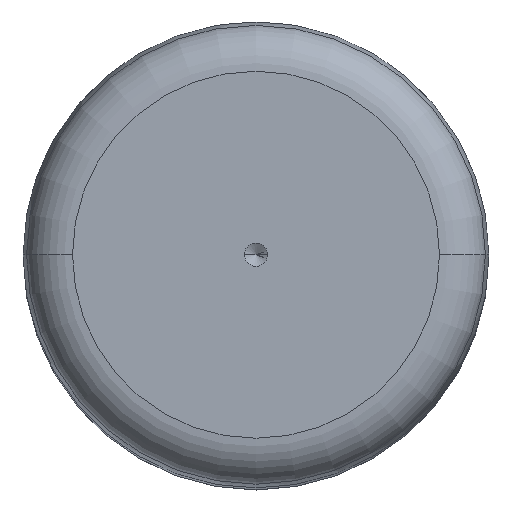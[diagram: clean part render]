
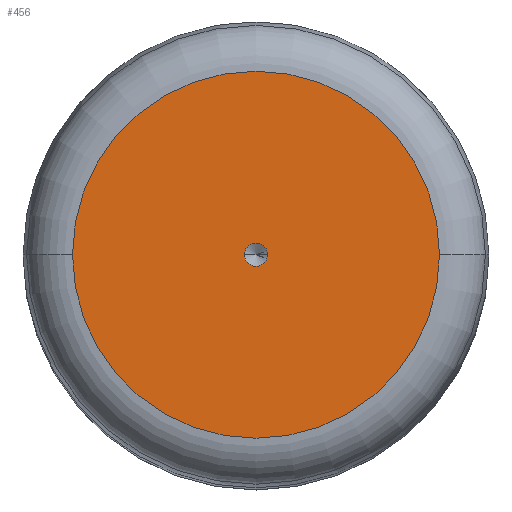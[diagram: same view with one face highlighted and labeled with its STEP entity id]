
A CAD part, top view. The second image highlights one B-rep face of the part: STEP entity #456.
In plain terms, the highlighted planar face has unit normal (0, 0, 1).
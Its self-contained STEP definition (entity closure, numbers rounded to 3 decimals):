
#34 = VERTEX_POINT ( 'NONE', #439 ) ;
#42 = EDGE_CURVE ( 'NONE', #296, #236, #115, .T. ) ;
#43 = DIRECTION ( 'NONE',  ( 1., 0., 0. ) ) ;
#44 = EDGE_LOOP ( 'NONE', ( #524, #518 ) ) ;
#101 = CARTESIAN_POINT ( 'NONE',  ( 0., 0., 180. ) ) ;
#108 = CARTESIAN_POINT ( 'NONE',  ( 1.5, 0., 180. ) ) ;
#115 = CIRCLE ( 'NONE', #413, 1.5 ) ;
#124 = CARTESIAN_POINT ( 'NONE',  ( 0., 0., 180. ) ) ;
#130 = FACE_OUTER_BOUND ( 'NONE', #476, .T. ) ;
#131 = EDGE_CURVE ( 'NONE', #34, #153, #347, .T. ) ;
#136 = EDGE_CURVE ( 'NONE', #153, #34, #666, .T. ) ;
#147 = DIRECTION ( 'NONE',  ( 0., 0., 1. ) ) ;
#151 = ORIENTED_EDGE ( 'NONE', *, *, #136, .T. ) ;
#153 = VERTEX_POINT ( 'NONE', #620 ) ;
#222 = DIRECTION ( 'NONE',  ( 1., 0., 0. ) ) ;
#224 = CARTESIAN_POINT ( 'NONE',  ( 0., 0., 180. ) ) ;
#236 = VERTEX_POINT ( 'NONE', #255 ) ;
#246 = AXIS2_PLACEMENT_3D ( 'NONE', #570, #618, #43 ) ;
#247 = AXIS2_PLACEMENT_3D ( 'NONE', #224, #496, #495 ) ;
#255 = CARTESIAN_POINT ( 'NONE',  ( -1.5, 0., 180. ) ) ;
#296 = VERTEX_POINT ( 'NONE', #108 ) ;
#311 = CARTESIAN_POINT ( 'NONE',  ( 0., 0., 180. ) ) ;
#347 = CIRCLE ( 'NONE', #246, 23.642 ) ;
#400 = ORIENTED_EDGE ( 'NONE', *, *, #131, .T. ) ;
#413 = AXIS2_PLACEMENT_3D ( 'NONE', #311, #427, #497 ) ;
#417 = EDGE_CURVE ( 'NONE', #236, #296, #522, .T. ) ;
#427 = DIRECTION ( 'NONE',  ( 0., 0., 1. ) ) ;
#439 = CARTESIAN_POINT ( 'NONE',  ( -23.642, 0., 180. ) ) ;
#440 = PLANE ( 'NONE',  #653 ) ;
#456 = ADVANCED_FACE ( 'NONE', ( #511, #130 ), #440, .T. ) ;
#457 = AXIS2_PLACEMENT_3D ( 'NONE', #101, #147, #466 ) ;
#466 = DIRECTION ( 'NONE',  ( 1., 0., 0. ) ) ;
#476 = EDGE_LOOP ( 'NONE', ( #151, #400 ) ) ;
#495 = DIRECTION ( 'NONE',  ( 1., 0., 0. ) ) ;
#496 = DIRECTION ( 'NONE',  ( 0., 0., 1. ) ) ;
#497 = DIRECTION ( 'NONE',  ( 1., 0., 0. ) ) ;
#511 = FACE_BOUND ( 'NONE', #44, .T. ) ;
#518 = ORIENTED_EDGE ( 'NONE', *, *, #417, .F. ) ;
#522 = CIRCLE ( 'NONE', #247, 1.5 ) ;
#524 = ORIENTED_EDGE ( 'NONE', *, *, #42, .F. ) ;
#543 = DIRECTION ( 'NONE',  ( 0., 0., 1. ) ) ;
#570 = CARTESIAN_POINT ( 'NONE',  ( 0., 0., 180. ) ) ;
#618 = DIRECTION ( 'NONE',  ( 0., 0., 1. ) ) ;
#620 = CARTESIAN_POINT ( 'NONE',  ( 23.642, 0., 180. ) ) ;
#653 = AXIS2_PLACEMENT_3D ( 'NONE', #124, #543, #222 ) ;
#666 = CIRCLE ( 'NONE', #457, 23.642 ) ;
